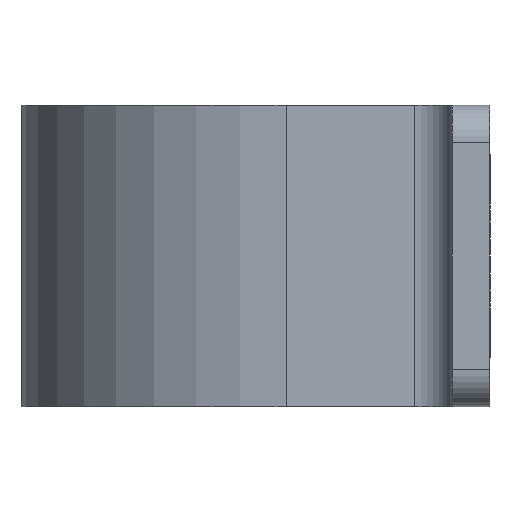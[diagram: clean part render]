
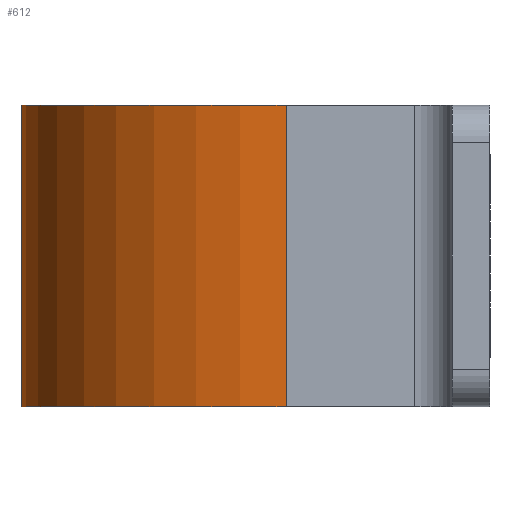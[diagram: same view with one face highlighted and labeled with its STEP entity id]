
A CAD part, left-side view. The second image highlights one B-rep face of the part: STEP entity #612.
In plain terms, the highlighted cylindrical face has radius 35 mm (diameter 70 mm), a partial arc.
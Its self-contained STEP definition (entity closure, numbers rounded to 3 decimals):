
#31 = DIRECTION ( 'NONE',  ( 0., 0., -1. ) ) ;
#47 = DIRECTION ( 'NONE',  ( 1., 0., 0. ) ) ;
#54 = AXIS2_PLACEMENT_3D ( 'NONE', #732, #373, #793 ) ;
#55 = VERTEX_POINT ( 'NONE', #328 ) ;
#64 = ORIENTED_EDGE ( 'NONE', *, *, #980, .F. ) ;
#113 = CARTESIAN_POINT ( 'NONE',  ( 35., 30., 20. ) ) ;
#119 = DIRECTION ( 'NONE',  ( 0., 0., -1. ) ) ;
#145 = VERTEX_POINT ( 'NONE', #961 ) ;
#185 = AXIS2_PLACEMENT_3D ( 'NONE', #1088, #656, #47 ) ;
#226 = CIRCLE ( 'NONE', #54, 35. ) ;
#282 = DIRECTION ( 'NONE',  ( 0., 0., -1. ) ) ;
#300 = LINE ( 'NONE', #113, #1094 ) ;
#328 = CARTESIAN_POINT ( 'NONE',  ( 35., 30., -20. ) ) ;
#373 = DIRECTION ( 'NONE',  ( 0., 0., -1. ) ) ;
#376 = EDGE_CURVE ( 'NONE', #415, #55, #300, .T. ) ;
#393 = VERTEX_POINT ( 'NONE', #811 ) ;
#400 = EDGE_CURVE ( 'NONE', #393, #415, #226, .T. ) ;
#415 = VERTEX_POINT ( 'NONE', #1065 ) ;
#604 = ORIENTED_EDGE ( 'NONE', *, *, #376, .T. ) ;
#612 = ADVANCED_FACE ( 'NONE', ( #713 ), #1058, .T. ) ;
#649 = AXIS2_PLACEMENT_3D ( 'NONE', #727, #282, #883 ) ;
#656 = DIRECTION ( 'NONE',  ( 0., 0., -1. ) ) ;
#694 = ORIENTED_EDGE ( 'NONE', *, *, #400, .T. ) ;
#710 = ORIENTED_EDGE ( 'NONE', *, *, #856, .F. ) ;
#713 = FACE_OUTER_BOUND ( 'NONE', #819, .T. ) ;
#727 = CARTESIAN_POINT ( 'NONE',  ( 0., 30., 20. ) ) ;
#732 = CARTESIAN_POINT ( 'NONE',  ( 0., 30., 20. ) ) ;
#763 = VECTOR ( 'NONE', #31, 1000. ) ;
#793 = DIRECTION ( 'NONE',  ( 1., 0., 0. ) ) ;
#800 = CARTESIAN_POINT ( 'NONE',  ( -35., 30., 20. ) ) ;
#807 = CIRCLE ( 'NONE', #185, 35. ) ;
#811 = CARTESIAN_POINT ( 'NONE',  ( -35., 30., 20. ) ) ;
#819 = EDGE_LOOP ( 'NONE', ( #64, #710, #694, #604 ) ) ;
#856 = EDGE_CURVE ( 'NONE', #393, #145, #966, .T. ) ;
#883 = DIRECTION ( 'NONE',  ( -1., 0., 0. ) ) ;
#961 = CARTESIAN_POINT ( 'NONE',  ( -35., 30., -20. ) ) ;
#966 = LINE ( 'NONE', #800, #763 ) ;
#980 = EDGE_CURVE ( 'NONE', #145, #55, #807, .T. ) ;
#1058 = CYLINDRICAL_SURFACE ( 'NONE', #649, 35. ) ;
#1065 = CARTESIAN_POINT ( 'NONE',  ( 35., 30., 20. ) ) ;
#1088 = CARTESIAN_POINT ( 'NONE',  ( 0., 30., -20. ) ) ;
#1094 = VECTOR ( 'NONE', #119, 1000. ) ;
